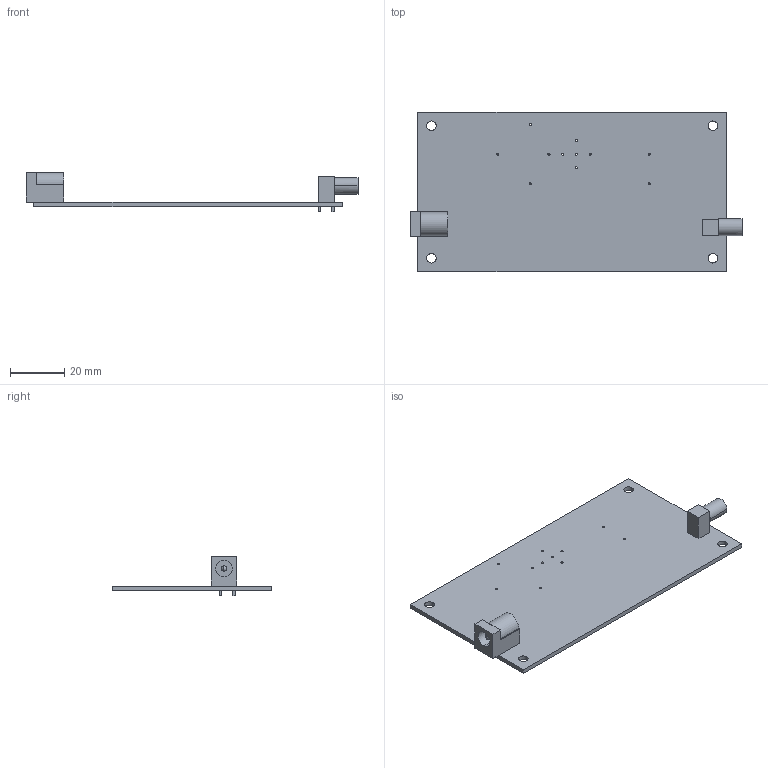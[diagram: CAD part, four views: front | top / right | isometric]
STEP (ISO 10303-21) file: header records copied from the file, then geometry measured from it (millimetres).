
FILE_DESCRIPTION (( 'STEP AP203' ), '1' );
FILE_NAME ('NPSWB 100K driver.STEP', '2023-05-18T18:10:56', ( '' ), ( '' ), 'SwSTEP 2.0', 'SolidWorks 2015', '' );
FILE_SCHEMA (( 'CONFIG_CONTROL_DESIGN' ));
Length unit declared in the file: millimetre
Products named in the file (4): NPSWB 100K driver; 12V socket; NPSWB 100K; SMA
Assembly tree (3 placements, depth 2):
  NPSWB 100K driver
    NPSWB 100K
    12V socket
    SMA
Bounding box: 122.65 x 59 x 14.5 mm (x, y, z)
Volume: 12733.7 mm3; surface area: 15578.6 mm2
Topology: 3 solids, 3 shells, 80 faces, 212 edges, 139 vertices
Faces by surface type: cylinder 39, plane 39, sphere 2
Entity records: 2950 total; most frequent: DIRECTION 464, CARTESIAN_POINT 431, ORIENTED_EDGE 416, EDGE_CURVE 208, AXIS2_PLACEMENT_3D 170, VERTEX_POINT 137, VECTOR 124, LINE 124
